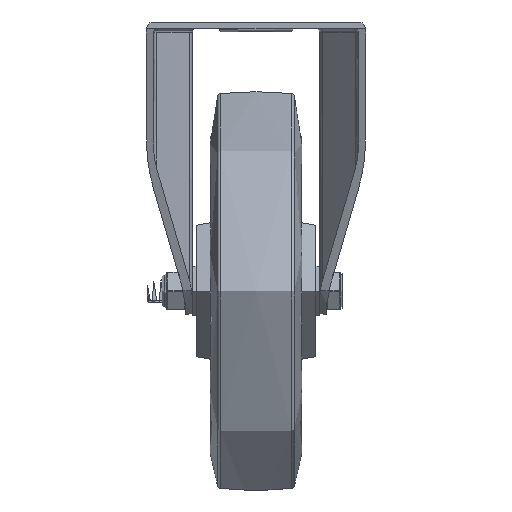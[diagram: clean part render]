
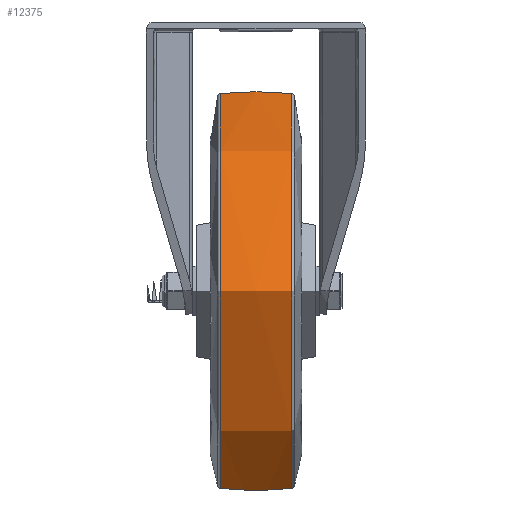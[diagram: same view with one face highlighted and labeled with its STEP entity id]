
A CAD part, left-side view. The second image highlights one B-rep face of the part: STEP entity #12375.
In plain terms, the highlighted free-form (B-spline) face has degree [2, 2] with [3, 9] control points.
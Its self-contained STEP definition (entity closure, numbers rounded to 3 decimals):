
#64=(
BOUNDED_SURFACE()
B_SPLINE_SURFACE(2,2,((#18713,#18714,#18715,#18716,#18717,#18718,#18719,
#18720,#18721),(#18722,#18723,#18724,#18725,#18726,#18727,#18728,#18729,
#18730),(#18731,#18732,#18733,#18734,#18735,#18736,#18737,#18738,#18739)),
 .UNSPECIFIED.,.F.,.T.,.F.)
B_SPLINE_SURFACE_WITH_KNOTS((3,3),(3,2,2,2,3),(-0.099,0.099),
(-3.142,-1.571,0.,1.571,3.142),
 .UNSPECIFIED.)
GEOMETRIC_REPRESENTATION_ITEM()
RATIONAL_B_SPLINE_SURFACE(((1.,0.707,1.,0.707,1.,
0.707,1.,0.707,1.),(0.995,0.704,
0.995,0.704,0.995,0.704,
0.995,0.704,0.995),(1.,0.707,
1.,0.707,1.,0.707,1.,0.707,1.)))
REPRESENTATION_ITEM('')
SURFACE()
);
#1147=FACE_OUTER_BOUND('',#1918,.T.);
#1918=EDGE_LOOP('',(#9139,#9140,#9141,#9142));
#4442=CIRCLE('',#13429,99.11);
#4451=CIRCLE('',#13442,99.11);
#4452=CIRCLE('',#13443,181.);
#5540=VERTEX_POINT('',#18688);
#5547=VERTEX_POINT('',#18710);
#6893=EDGE_CURVE('',#5540,#5540,#4442,.T.);
#6905=EDGE_CURVE('',#5547,#5547,#4451,.T.);
#6906=EDGE_CURVE('',#5547,#5540,#4452,.T.);
#9139=ORIENTED_EDGE('',*,*,#6905,.F.);
#9140=ORIENTED_EDGE('',*,*,#6906,.T.);
#9141=ORIENTED_EDGE('',*,*,#6893,.T.);
#9142=ORIENTED_EDGE('',*,*,#6906,.F.);
#12375=ADVANCED_FACE('',(#1147),#64,.F.);
#13429=AXIS2_PLACEMENT_3D('',#18689,#15070,#15071);
#13442=AXIS2_PLACEMENT_3D('',#18712,#15099,#15100);
#13443=AXIS2_PLACEMENT_3D('',#18740,#15101,#15102);
#15070=DIRECTION('center_axis',(0.,1.,0.));
#15071=DIRECTION('ref_axis',(0.,0.,
1.));
#15099=DIRECTION('center_axis',(0.,1.,0.));
#15100=DIRECTION('ref_axis',(0.,0.,
1.));
#15101=DIRECTION('center_axis',(-1.,0.,0.));
#15102=DIRECTION('ref_axis',(0.,0.,
-1.));
#18688=CARTESIAN_POINT('',(0.,-17.926,-99.11));
#18689=CARTESIAN_POINT('Origin',(0.,-17.926,
0.));
#18710=CARTESIAN_POINT('',(0.,17.926,-99.11));
#18712=CARTESIAN_POINT('Origin',(0.,17.926,
0.));
#18713=CARTESIAN_POINT('Ctrl Pts',(0.,-17.926,
-99.11));
#18714=CARTESIAN_POINT('Ctrl Pts',(-99.11,-17.926,
-99.11));
#18715=CARTESIAN_POINT('Ctrl Pts',(-99.11,-17.926,
0.));
#18716=CARTESIAN_POINT('Ctrl Pts',(-99.11,-17.926,
99.11));
#18717=CARTESIAN_POINT('Ctrl Pts',(0.,-17.926,
99.11));
#18718=CARTESIAN_POINT('Ctrl Pts',(99.11,-17.926,99.11));
#18719=CARTESIAN_POINT('Ctrl Pts',(99.11,-17.926,0.));
#18720=CARTESIAN_POINT('Ctrl Pts',(99.11,-17.926,-99.11));
#18721=CARTESIAN_POINT('Ctrl Pts',(0.,-17.926,
-99.11));
#18722=CARTESIAN_POINT('Ctrl Pts',(0.,0.,
-100.894));
#18723=CARTESIAN_POINT('Ctrl Pts',(-100.894,0.,
-100.894));
#18724=CARTESIAN_POINT('Ctrl Pts',(-100.894,0.,
0.));
#18725=CARTESIAN_POINT('Ctrl Pts',(-100.894,0.,
100.894));
#18726=CARTESIAN_POINT('Ctrl Pts',(0.,0.,
100.894));
#18727=CARTESIAN_POINT('Ctrl Pts',(100.894,0.,
100.894));
#18728=CARTESIAN_POINT('Ctrl Pts',(100.894,0.,
0.));
#18729=CARTESIAN_POINT('Ctrl Pts',(100.894,0.,
-100.894));
#18730=CARTESIAN_POINT('Ctrl Pts',(0.,0.,
-100.894));
#18731=CARTESIAN_POINT('Ctrl Pts',(0.,17.926,
-99.11));
#18732=CARTESIAN_POINT('Ctrl Pts',(-99.11,17.926,-99.11));
#18733=CARTESIAN_POINT('Ctrl Pts',(-99.11,17.926,0.));
#18734=CARTESIAN_POINT('Ctrl Pts',(-99.11,17.926,99.11));
#18735=CARTESIAN_POINT('Ctrl Pts',(0.,17.926,
99.11));
#18736=CARTESIAN_POINT('Ctrl Pts',(99.11,17.926,99.11));
#18737=CARTESIAN_POINT('Ctrl Pts',(99.11,17.926,0.));
#18738=CARTESIAN_POINT('Ctrl Pts',(99.11,17.926,-99.11));
#18739=CARTESIAN_POINT('Ctrl Pts',(0.,17.926,
-99.11));
#18740=CARTESIAN_POINT('Origin',(0.,0.,
81.));
